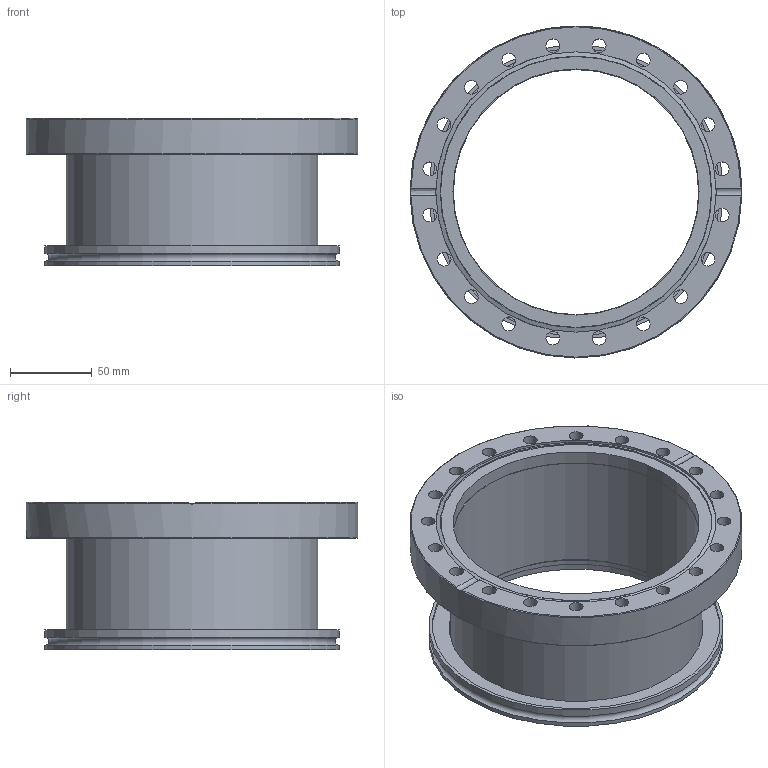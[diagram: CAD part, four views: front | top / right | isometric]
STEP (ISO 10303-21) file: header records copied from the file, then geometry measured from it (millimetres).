
FILE_DESCRIPTION((''),'2;1');
FILE_NAME('SA1516.stp','2009-03-06T13:01:16',('hasers'),(''),'Autodesk Inventor 2008','Autodesk Inventor 2008','');
FILE_SCHEMA(('AUTOMOTIVE_DESIGN { 1 0 10303 214 1 1 1 1 }'));
Length unit declared in the file: millimetre
Products named in the file (4): SA1516; ISO [Category [Summary]=1.4301][Title [Summary]=ISO160B154]; CF-07 [Keywords [Summary]=1.4301][Company [Summary]=Vacom][Title [Summary]=F150B154]; Rohre [Subject [Summary]=normal][Keywords [Summary]=1.4301][Title [Summary]=154x2,0 (0,5m)]_1
Assembly tree (3 placements, depth 2):
  SA1516
    ISO [Category [Summary]=1.4301][Title [Summary]=ISO160B154]
    CF-07 [Keywords [Summary]=1.4301][Company [Summary]=Vacom][Title [Summary]=F150B154]
    Rohre [Subject [Summary]=normal][Keywords [Summary]=1.4301][Title [Summary]=154x2,0 (0,5m)]_1
Bounding box: 203 x 203 x 90 mm (x, y, z)
Volume: 415062 mm3; surface area: 164104.2 mm2
Topology: 3 solids, 3 shells, 54 faces, 146 edges, 102 vertices
Faces by surface type: bspline 24, cylinder 11, plane 11, torus 5, cone 3
Full cylindrical faces by diameter (mm): 150 x1, 150.5 x1, 153 x1, 154 x1, 154.5 x1, 171.4 x1, 176 x1, 180 x2, 203 x1
Entity records: 1975 total; most frequent: CARTESIAN_POINT 732, DIRECTION 224, ORIENTED_EDGE 170, EDGE_LOOP 142, AXIS2_PLACEMENT_3D 110, FACE_BOUND 88, EDGE_CURVE 85, VERTEX_POINT 79
